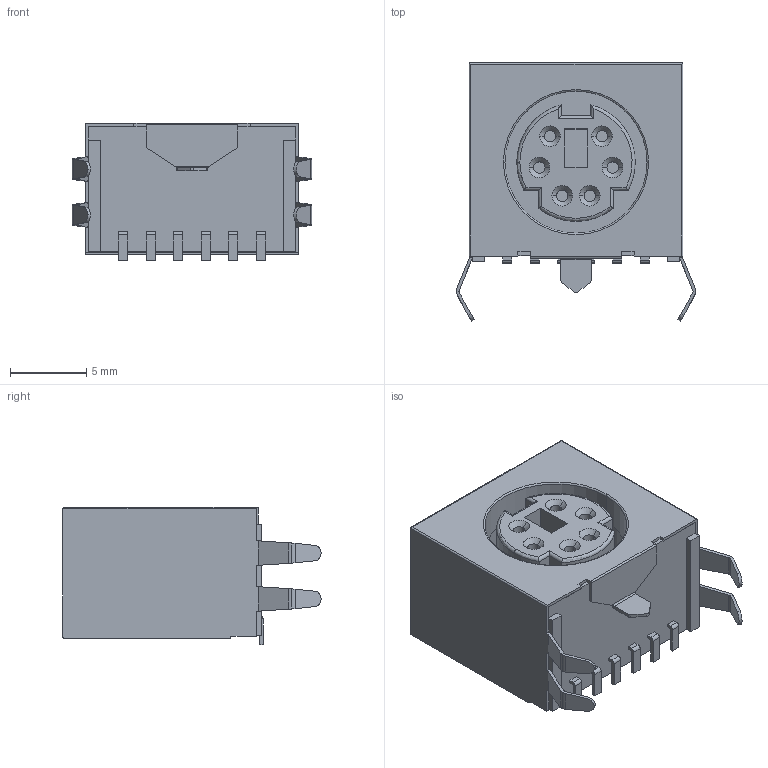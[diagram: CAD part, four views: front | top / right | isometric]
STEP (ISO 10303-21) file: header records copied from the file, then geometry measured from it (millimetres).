
FILE_DESCRIPTION (( 'STEP AP214' ), '1' );
FILE_NAME ('KMDTX-SMT-6S-BSC_rB1.STEP', '2012-04-26T17:11:45', ( 'Admin' ), ( 'kycon' ), 'SwSTEP 2.0', 'SolidWorks 2007', '' );
FILE_SCHEMA (( 'AUTOMOTIVE_DESIGN' ));
Length unit declared in the file: millimetre
Products named in the file (1): KMDTX-SMT-6S-BSC_rB1
Bounding box: 15.7 x 16.9 x 9 mm (x, y, z)
Volume: 1300.8 mm3; surface area: 1715.2 mm2
Topology: 1 solids, 1 shells, 225 faces, 575 edges, 368 vertices
Faces by surface type: plane 146, cylinder 61, cone 12, torus 6
Entity records: 7549 total; most frequent: CARTESIAN_POINT 1305, ORIENTED_EDGE 1150, DIRECTION 1087, EDGE_CURVE 575, LINE 435, VECTOR 435, VERTEX_POINT 368, AXIS2_PLACEMENT_3D 326
